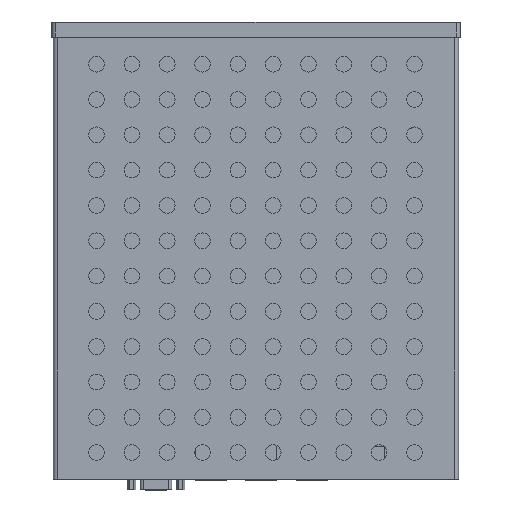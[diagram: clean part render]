
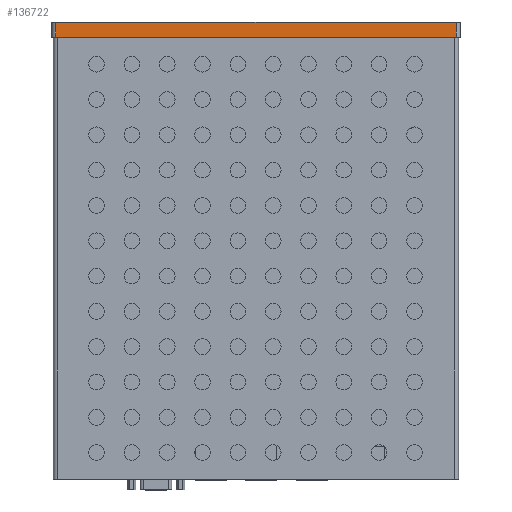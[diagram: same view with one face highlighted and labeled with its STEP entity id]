
A CAD part, top view. The second image highlights one B-rep face of the part: STEP entity #136722.
In plain terms, the highlighted planar face has unit normal (0, 0, 1).
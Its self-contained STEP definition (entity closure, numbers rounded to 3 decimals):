
#134748 = PLANE('',#134749);
#134749 = AXIS2_PLACEMENT_3D('',#134750,#134751,#134752);
#134750 = CARTESIAN_POINT('',(102.,-8.4,43.4));
#134751 = DIRECTION('',(0.,-0.707,0.707));
#134752 = DIRECTION('',(1.,0.,-0.));
#135333 = VERTEX_POINT('',#135334);
#135334 = CARTESIAN_POINT('',(-102.,-8.3,43.5));
#135372 = CYLINDRICAL_SURFACE('',#135373,2.);
#135373 = AXIS2_PLACEMENT_3D('',#135374,#135375,#135376);
#135374 = CARTESIAN_POINT('',(-102.,-8.5,41.5));
#135375 = DIRECTION('',(-0.,-1.,0.));
#135376 = DIRECTION('',(1.,0.,0.));
#135443 = VERTEX_POINT('',#135444);
#135444 = CARTESIAN_POINT('',(102.,-8.3,43.5));
#135467 = EDGE_CURVE('',#135443,#135333,#135468,.T.);
#135468 = SURFACE_CURVE('',#135469,(#135473,#135480),.PCURVE_S1.);
#135469 = LINE('',#135470,#135471);
#135470 = CARTESIAN_POINT('',(102.,-8.3,43.5));
#135471 = VECTOR('',#135472,1.);
#135472 = DIRECTION('',(-1.,0.,0.));
#135473 = PCURVE('',#134748,#135474);
#135474 = DEFINITIONAL_REPRESENTATION('',(#135475),#135479);
#135475 = LINE('',#135476,#135477);
#135476 = CARTESIAN_POINT('',(-0.,0.141));
#135477 = VECTOR('',#135478,1.);
#135478 = DIRECTION('',(-1.,0.));
#135479 = ( GEOMETRIC_REPRESENTATION_CONTEXT(2) 
PARAMETRIC_REPRESENTATION_CONTEXT() REPRESENTATION_CONTEXT('2D SPACE',''
  ) );
#135480 = PCURVE('',#135481,#135486);
#135481 = PLANE('',#135482);
#135482 = AXIS2_PLACEMENT_3D('',#135483,#135484,#135485);
#135483 = CARTESIAN_POINT('',(102.,-8.5,43.5));
#135484 = DIRECTION('',(0.,0.,1.));
#135485 = DIRECTION('',(-1.,0.,0.));
#135486 = DEFINITIONAL_REPRESENTATION('',(#135487),#135491);
#135487 = LINE('',#135488,#135489);
#135488 = CARTESIAN_POINT('',(0.,-0.2));
#135489 = VECTOR('',#135490,1.);
#135490 = DIRECTION('',(1.,0.));
#135491 = ( GEOMETRIC_REPRESENTATION_CONTEXT(2) 
PARAMETRIC_REPRESENTATION_CONTEXT() REPRESENTATION_CONTEXT('2D SPACE',''
  ) );
#135590 = CYLINDRICAL_SURFACE('',#135591,2.);
#135591 = AXIS2_PLACEMENT_3D('',#135592,#135593,#135594);
#135592 = CARTESIAN_POINT('',(102.,-8.5,41.5));
#135593 = DIRECTION('',(-0.,-1.,0.));
#135594 = DIRECTION('',(1.,0.,0.));
#136618 = VERTEX_POINT('',#136619);
#136619 = CARTESIAN_POINT('',(-102.,-0.7,43.5));
#136646 = EDGE_CURVE('',#135333,#136618,#136647,.T.);
#136647 = SURFACE_CURVE('',#136648,(#136652,#136659),.PCURVE_S1.);
#136648 = LINE('',#136649,#136650);
#136649 = CARTESIAN_POINT('',(-102.,-8.5,43.5));
#136650 = VECTOR('',#136651,1.);
#136651 = DIRECTION('',(0.,1.,0.));
#136652 = PCURVE('',#135372,#136653);
#136653 = DEFINITIONAL_REPRESENTATION('',(#136654),#136658);
#136654 = LINE('',#136655,#136656);
#136655 = CARTESIAN_POINT('',(-4.712,0.));
#136656 = VECTOR('',#136657,1.);
#136657 = DIRECTION('',(-0.,-1.));
#136658 = ( GEOMETRIC_REPRESENTATION_CONTEXT(2) 
PARAMETRIC_REPRESENTATION_CONTEXT() REPRESENTATION_CONTEXT('2D SPACE',''
  ) );
#136659 = PCURVE('',#135481,#136660);
#136660 = DEFINITIONAL_REPRESENTATION('',(#136661),#136665);
#136661 = LINE('',#136662,#136663);
#136662 = CARTESIAN_POINT('',(204.,0.));
#136663 = VECTOR('',#136664,1.);
#136664 = DIRECTION('',(0.,-1.));
#136665 = ( GEOMETRIC_REPRESENTATION_CONTEXT(2) 
PARAMETRIC_REPRESENTATION_CONTEXT() REPRESENTATION_CONTEXT('2D SPACE',''
  ) );
#136722 = ADVANCED_FACE('',(#136723),#135481,.T.);
#136723 = FACE_BOUND('',#136724,.T.);
#136724 = EDGE_LOOP('',(#136725,#136748,#136774,#136775));
#136725 = ORIENTED_EDGE('',*,*,#136726,.T.);
#136726 = EDGE_CURVE('',#135443,#136727,#136729,.T.);
#136727 = VERTEX_POINT('',#136728);
#136728 = CARTESIAN_POINT('',(102.,-0.7,43.5));
#136729 = SURFACE_CURVE('',#136730,(#136734,#136741),.PCURVE_S1.);
#136730 = LINE('',#136731,#136732);
#136731 = CARTESIAN_POINT('',(102.,-8.5,43.5));
#136732 = VECTOR('',#136733,1.);
#136733 = DIRECTION('',(0.,1.,0.));
#136734 = PCURVE('',#135481,#136735);
#136735 = DEFINITIONAL_REPRESENTATION('',(#136736),#136740);
#136736 = LINE('',#136737,#136738);
#136737 = CARTESIAN_POINT('',(0.,-0.));
#136738 = VECTOR('',#136739,1.);
#136739 = DIRECTION('',(0.,-1.));
#136740 = ( GEOMETRIC_REPRESENTATION_CONTEXT(2) 
PARAMETRIC_REPRESENTATION_CONTEXT() REPRESENTATION_CONTEXT('2D SPACE',''
  ) );
#136741 = PCURVE('',#135590,#136742);
#136742 = DEFINITIONAL_REPRESENTATION('',(#136743),#136747);
#136743 = LINE('',#136744,#136745);
#136744 = CARTESIAN_POINT('',(-4.712,0.));
#136745 = VECTOR('',#136746,1.);
#136746 = DIRECTION('',(-0.,-1.));
#136747 = ( GEOMETRIC_REPRESENTATION_CONTEXT(2) 
PARAMETRIC_REPRESENTATION_CONTEXT() REPRESENTATION_CONTEXT('2D SPACE',''
  ) );
#136748 = ORIENTED_EDGE('',*,*,#136749,.T.);
#136749 = EDGE_CURVE('',#136727,#136618,#136750,.T.);
#136750 = SURFACE_CURVE('',#136751,(#136755,#136762),.PCURVE_S1.);
#136751 = LINE('',#136752,#136753);
#136752 = CARTESIAN_POINT('',(102.,-0.7,43.5));
#136753 = VECTOR('',#136754,1.);
#136754 = DIRECTION('',(-1.,0.,0.));
#136755 = PCURVE('',#135481,#136756);
#136756 = DEFINITIONAL_REPRESENTATION('',(#136757),#136761);
#136757 = LINE('',#136758,#136759);
#136758 = CARTESIAN_POINT('',(0.,-7.8));
#136759 = VECTOR('',#136760,1.);
#136760 = DIRECTION('',(1.,0.));
#136761 = ( GEOMETRIC_REPRESENTATION_CONTEXT(2) 
PARAMETRIC_REPRESENTATION_CONTEXT() REPRESENTATION_CONTEXT('2D SPACE',''
  ) );
#136762 = PCURVE('',#136763,#136768);
#136763 = PLANE('',#136764);
#136764 = AXIS2_PLACEMENT_3D('',#136765,#136766,#136767);
#136765 = CARTESIAN_POINT('',(102.,-0.6,43.4));
#136766 = DIRECTION('',(0.,-0.707,-0.707));
#136767 = DIRECTION('',(-1.,0.,0.));
#136768 = DEFINITIONAL_REPRESENTATION('',(#136769),#136773);
#136769 = LINE('',#136770,#136771);
#136770 = CARTESIAN_POINT('',(-0.,-0.141));
#136771 = VECTOR('',#136772,1.);
#136772 = DIRECTION('',(1.,0.));
#136773 = ( GEOMETRIC_REPRESENTATION_CONTEXT(2) 
PARAMETRIC_REPRESENTATION_CONTEXT() REPRESENTATION_CONTEXT('2D SPACE',''
  ) );
#136774 = ORIENTED_EDGE('',*,*,#136646,.F.);
#136775 = ORIENTED_EDGE('',*,*,#135467,.F.);
